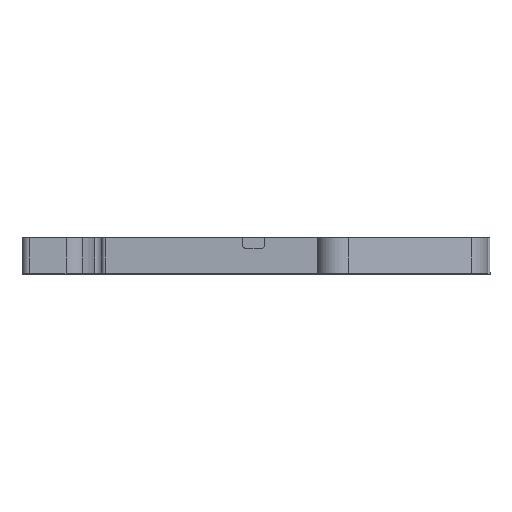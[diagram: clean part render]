
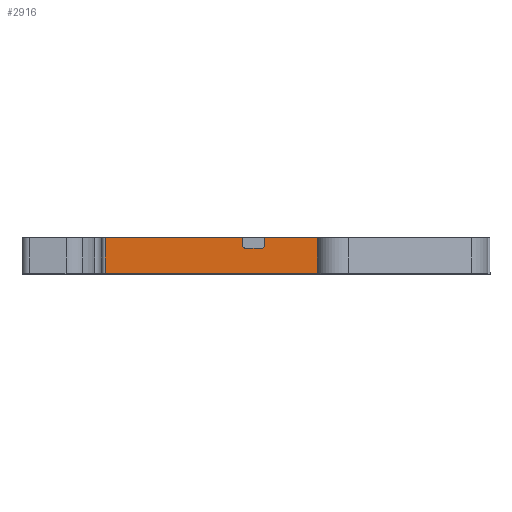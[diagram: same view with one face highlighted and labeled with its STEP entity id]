
A CAD part, front view. The second image highlights one B-rep face of the part: STEP entity #2916.
In plain terms, the highlighted planar face has unit normal (0, -1, 0).
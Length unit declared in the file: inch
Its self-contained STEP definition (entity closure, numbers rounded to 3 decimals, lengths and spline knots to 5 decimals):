
#315 = LINE ( 'NONE', #6386, #12802 ) ;
#715 = LINE ( 'NONE', #11971, #9440 ) ;
#1338 = CARTESIAN_POINT ( 'NONE',  ( -0.58243, 0., 0.20276 ) ) ;
#1402 = ORIENTED_EDGE ( 'NONE', *, *, #8619, .F. ) ;
#1909 = CARTESIAN_POINT ( 'NONE',  ( 0.29637, 0., 0.16339 ) ) ;
#1960 = DIRECTION ( 'NONE',  ( 0., 0., -1. ) ) ;
#2434 = CARTESIAN_POINT ( 'NONE',  ( 0.29637, 0., 0.20276 ) ) ;
#2613 = CARTESIAN_POINT ( 'NONE',  ( 0.60441, 0., 0.20276 ) ) ;
#2831 = LINE ( 'NONE', #9144, #3701 ) ;
#2916 = ADVANCED_FACE ( 'NONE', ( #11866 ), #16583, .F. ) ;
#2960 = ORIENTED_EDGE ( 'NONE', *, *, #4723, .F. ) ;
#3035 = LINE ( 'NONE', #4791, #3302 ) ;
#3302 = VECTOR ( 'NONE', #12556, 39.37008 ) ;
#3403 =( BOUNDED_CURVE ( )  B_SPLINE_CURVE ( 3, ( #9224, #13861, #20240, #6204 ),
 .UNSPECIFIED., .F., .F. ) 
 B_SPLINE_CURVE_WITH_KNOTS ( ( 4, 4 ),
 ( 1.5708, 3.14159 ),
 .UNSPECIFIED. ) 
 CURVE ( )  GEOMETRIC_REPRESENTATION_ITEM ( )  RATIONAL_B_SPLINE_CURVE ( ( 1., 0.805, 0.805, 1. ) ) 
 REPRESENTATION_ITEM ( '' )  );
#3577 = VERTEX_POINT ( 'NONE', #7366 ) ;
#3701 = VECTOR ( 'NONE', #15415, 39.37008 ) ;
#3737 = CARTESIAN_POINT ( 'NONE',  ( 0.29637, 0., 0.20276 ) ) ;
#3874 = VERTEX_POINT ( 'NONE', #3737 ) ;
#4014 = VECTOR ( 'NONE', #5647, 39.37008 ) ;
#4723 = EDGE_CURVE ( 'NONE', #4955, #3577, #3035, .T. ) ;
#4791 = CARTESIAN_POINT ( 'NONE',  ( 0.60441, 0., 0.20276 ) ) ;
#4955 = VERTEX_POINT ( 'NONE', #2613 ) ;
#5647 = DIRECTION ( 'NONE',  ( 1., 0., 0. ) ) ;
#5742 = CARTESIAN_POINT ( 'NONE',  ( -0.60441, 0., 0.1437 ) ) ;
#5861 = CARTESIAN_POINT ( 'NONE',  ( -0.58243, 0., 0.00591 ) ) ;
#6204 = CARTESIAN_POINT ( 'NONE',  ( 0.29637, 0., 0.16339 ) ) ;
#6208 = AXIS2_PLACEMENT_3D ( 'NONE', #7093, #17843, #14745 ) ;
#6229 = CARTESIAN_POINT ( 'NONE',  ( 0.17854, 0., 0.1437 ) ) ;
#6386 = CARTESIAN_POINT ( 'NONE',  ( 0.17039, 0., 0.20276 ) ) ;
#6911 = VERTEX_POINT ( 'NONE', #13670 ) ;
#7093 = CARTESIAN_POINT ( 'NONE',  ( -0.60441, 0., 0.20276 ) ) ;
#7226 = ORIENTED_EDGE ( 'NONE', *, *, #16062, .F. ) ;
#7366 = CARTESIAN_POINT ( 'NONE',  ( 0.60441, 0., 0.00591 ) ) ;
#7712 = EDGE_CURVE ( 'NONE', #19813, #16149, #19895, .T. ) ;
#8619 = EDGE_CURVE ( 'NONE', #20412, #18239, #20344, .T. ) ;
#8744 = DIRECTION ( 'NONE',  ( 0., 0., 1. ) ) ;
#8769 = DIRECTION ( 'NONE',  ( -1., 0., 0. ) ) ;
#8908 = VECTOR ( 'NONE', #10546, 39.37008 ) ;
#9144 = CARTESIAN_POINT ( 'NONE',  ( -0.64383, 0., 0.20276 ) ) ;
#9224 = CARTESIAN_POINT ( 'NONE',  ( 0.27669, 0., 0.1437 ) ) ;
#9440 = VECTOR ( 'NONE', #8769, 39.37008 ) ;
#9509 = EDGE_CURVE ( 'NONE', #6911, #19813, #18959, .T. ) ;
#9887 = EDGE_CURVE ( 'NONE', #16149, #13470, #3403, .T. ) ;
#10155 = CARTESIAN_POINT ( 'NONE',  ( -0.58243, 0., 0.20276 ) ) ;
#10500 = EDGE_CURVE ( 'NONE', #3577, #11736, #715, .T. ) ;
#10546 = DIRECTION ( 'NONE',  ( 0., 0., 1. ) ) ;
#10765 = DIRECTION ( 'NONE',  ( 1., 0., 0. ) ) ;
#10848 = LINE ( 'NONE', #1338, #8908 ) ;
#11736 = VERTEX_POINT ( 'NONE', #5861 ) ;
#11866 = FACE_OUTER_BOUND ( 'NONE', #15070, .T. ) ;
#11971 = CARTESIAN_POINT ( 'NONE',  ( 0.41337, 0., 0.00591 ) ) ;
#12166 = EDGE_CURVE ( 'NONE', #13470, #3874, #16569, .T. ) ;
#12556 = DIRECTION ( 'NONE',  ( 0., 0., -1. ) ) ;
#12568 = ORIENTED_EDGE ( 'NONE', *, *, #9509, .F. ) ;
#12802 = VECTOR ( 'NONE', #1960, 39.37008 ) ;
#13268 = ORIENTED_EDGE ( 'NONE', *, *, #12166, .F. ) ;
#13470 = VERTEX_POINT ( 'NONE', #1909 ) ;
#13670 = CARTESIAN_POINT ( 'NONE',  ( 0.17039, 0., 0.16339 ) ) ;
#13780 = CARTESIAN_POINT ( 'NONE',  ( 0.17039, 0., 0.16339 ) ) ;
#13848 = EDGE_CURVE ( 'NONE', #11736, #20412, #10848, .T. ) ;
#13861 = CARTESIAN_POINT ( 'NONE',  ( 0.28822, 0., 0.1437 ) ) ;
#13990 = CARTESIAN_POINT ( 'NONE',  ( 0.19007, 0., 0.1437 ) ) ;
#14745 = DIRECTION ( 'NONE',  ( -1., 0., 0. ) ) ;
#15070 = EDGE_LOOP ( 'NONE', ( #19762, #16265, #2960, #7226, #13268, #18634, #15770, #12568, #19606, #1402 ) ) ;
#15182 = CARTESIAN_POINT ( 'NONE',  ( -0.64383, 0., 0.20276 ) ) ;
#15415 = DIRECTION ( 'NONE',  ( 1., 0., 0. ) ) ;
#15770 = ORIENTED_EDGE ( 'NONE', *, *, #7712, .F. ) ;
#16062 = EDGE_CURVE ( 'NONE', #3874, #4955, #2831, .T. ) ;
#16145 = CARTESIAN_POINT ( 'NONE',  ( 0.27669, 0., 0.1437 ) ) ;
#16149 = VERTEX_POINT ( 'NONE', #16145 ) ;
#16265 = ORIENTED_EDGE ( 'NONE', *, *, #10500, .F. ) ;
#16569 = LINE ( 'NONE', #2434, #17343 ) ;
#16583 = PLANE ( 'NONE',  #6208 ) ;
#17343 = VECTOR ( 'NONE', #8744, 39.37008 ) ;
#17843 = DIRECTION ( 'NONE',  ( 0., 1., 0. ) ) ;
#17982 = EDGE_CURVE ( 'NONE', #18239, #6911, #315, .T. ) ;
#18239 = VERTEX_POINT ( 'NONE', #18557 ) ;
#18557 = CARTESIAN_POINT ( 'NONE',  ( 0.17039, 0., 0.20276 ) ) ;
#18600 = VECTOR ( 'NONE', #10765, 39.37008 ) ;
#18634 = ORIENTED_EDGE ( 'NONE', *, *, #9887, .F. ) ;
#18959 =( BOUNDED_CURVE ( )  B_SPLINE_CURVE ( 3, ( #13780, #20171, #6229, #20268 ),
 .UNSPECIFIED., .F., .T. ) 
 B_SPLINE_CURVE_WITH_KNOTS ( ( 4, 4 ),
 ( 0., 1.5708 ),
 .UNSPECIFIED. ) 
 CURVE ( )  GEOMETRIC_REPRESENTATION_ITEM ( )  RATIONAL_B_SPLINE_CURVE ( ( 1., 0.805, 0.805, 1. ) ) 
 REPRESENTATION_ITEM ( '' )  );
#19606 = ORIENTED_EDGE ( 'NONE', *, *, #17982, .F. ) ;
#19762 = ORIENTED_EDGE ( 'NONE', *, *, #13848, .F. ) ;
#19813 = VERTEX_POINT ( 'NONE', #13990 ) ;
#19895 = LINE ( 'NONE', #5742, #4014 ) ;
#20171 = CARTESIAN_POINT ( 'NONE',  ( 0.17039, 0., 0.15185 ) ) ;
#20240 = CARTESIAN_POINT ( 'NONE',  ( 0.29637, 0., 0.15185 ) ) ;
#20268 = CARTESIAN_POINT ( 'NONE',  ( 0.19007, 0., 0.1437 ) ) ;
#20344 = LINE ( 'NONE', #15182, #18600 ) ;
#20412 = VERTEX_POINT ( 'NONE', #10155 ) ;
